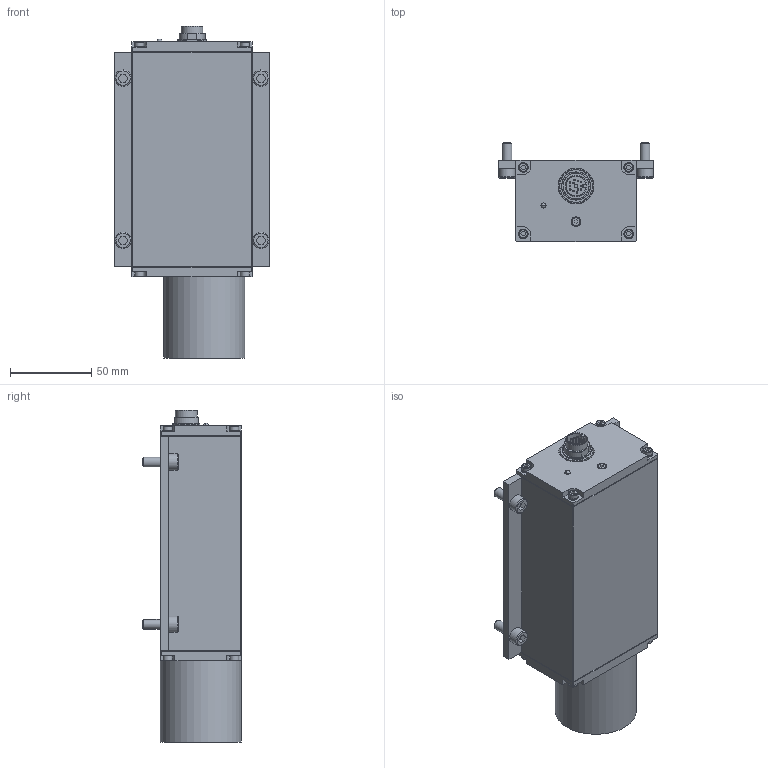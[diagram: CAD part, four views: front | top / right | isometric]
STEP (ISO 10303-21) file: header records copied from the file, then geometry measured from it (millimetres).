
FILE_DESCRIPTION(/* description */ ('STEP AP242','CAx-IF Rec.Pracs.---Representation and Presentation of Product Manufacturing Information (PMI)---4.0---2014-10-13','CAx-IF Rec.Pracs.---3D Tessellated Geometry---0.4---2014-09-14','2;1'),/* implementation_level */ '2;1');
FILE_NAME(/* name */ '6756080caebe490a25a8c735',/* time_stamp */ '2024-12-08T20:56:47Z',/* author */ (''),/* organization */ (''),/* preprocessor_version */ 'ST-DEVELOPER v20',/* originating_system */ 'ONSHAPE BY PTC INC, 1.190',/* authorisation */ ' ');
FILE_SCHEMA (('AP242_MANAGED_MODEL_BASED_3D_ENGINEERING_MIM_LF { 1 0 10303 442 1 1 4 }'));
Products named in the file (175): 012840-103-26_ldm40_b_sw0001
Bounding box: 96 x 61 x 204.6 mm (x, y, z)
Surface area: 79873.8 mm2 (no closed solid volume)
Topology: 0 solids, 175 shells, 634 faces, 5923 edges, 5485 vertices
Faces by surface type: plane 383, cylinder 129, cone 81, torus 24, sphere 17
Full cylindrical faces by diameter (mm): 1 x12, 2 x1, 5.5 x8, 6 x12, 7 x2, 10 x4, 13.5 x1, 20 x1, 22 x1, 41 x29, 43 x8, 44 x1, 50 x1
Entity records: 63067 total; most frequent: CARTESIAN_POINT 18822, DIRECTION 8795, ORIENTED_EDGE 6512, EDGE_CURVE 5661, VERTEX_POINT 5418, AXIS2_PLACEMENT_3D 3094, LINE 2607, VECTOR 2607
